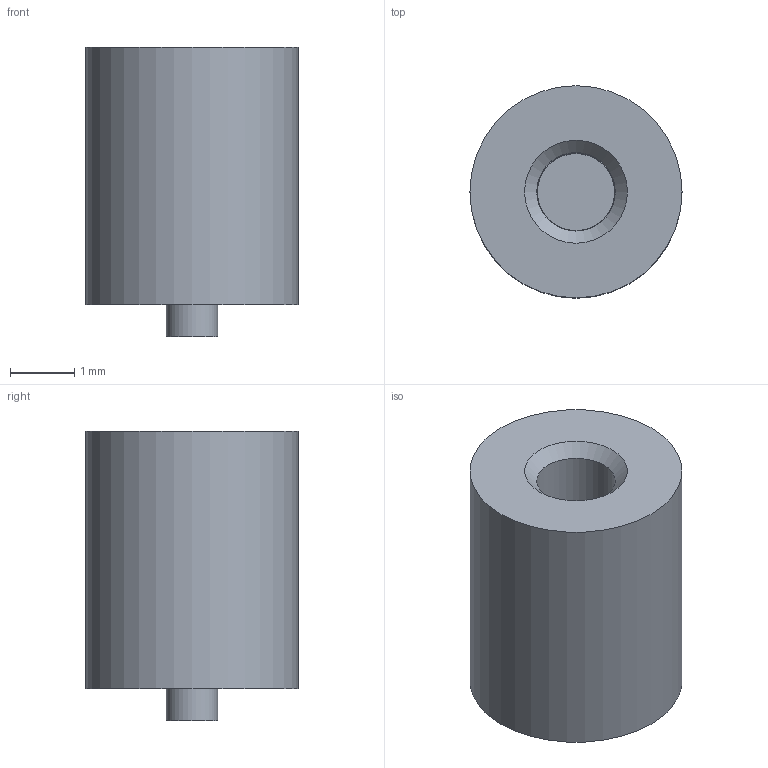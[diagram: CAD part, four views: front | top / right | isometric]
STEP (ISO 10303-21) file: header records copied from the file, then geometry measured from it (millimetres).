
FILE_DESCRIPTION(/* description */ ('model of Mounting_Wuerth_WA-SMSI-M1.6_H4mm_ThreadDepth2mm_97730406332'),/* implementation_level */ '2;1');
FILE_NAME(/* name */ 'Mounting_Wuerth_WA-SMSI-M1.6_H4mm_ThreadDepth2mm_97730406332.step',/* time_stamp */ '1970-01-01T00:00:00',/* author */ ('KiCAD','kicad'),/* organization */ ('OCCT'),/* preprocessor_version */ '',/* originating_system */ 'KiCAD',/* authorisation */ '');
FILE_SCHEMA(('AUTOMOTIVE_DESIGN { 1 0 10303 214 1 1 1 1 }'));
Length unit declared in the file: millimetre
Products named in the file (1): Mounting_Wuerth_WA-SMSI-M1.6_H4mm_ThreadDepth2mm_97730406332
Bounding box: 3.3 x 3.3 x 4.5 mm (x, y, z)
Volume: 30.8 mm3; surface area: 71.4 mm2
Topology: 1 solids, 1 shells, 10 faces, 14 edges, 9 vertices
Faces by surface type: plane 5, cylinder 4, cone 1
Full cylindrical faces by diameter (mm): 0.8 x1, 1.2 x1, 1.22 x1, 3.3 x1
Entity records: 196 total; most frequent: CARTESIAN_POINT 26, ORIENTED_EDGE 22, AXIS2_PLACEMENT_3D 19, EDGE_CURVE 14, FACE_BOUND 13, EDGE_LOOP 13, ADVANCED_FACE 10, STYLED_ITEM 10
